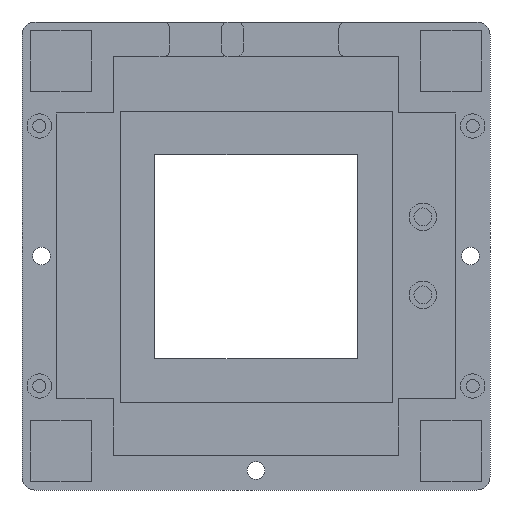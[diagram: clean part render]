
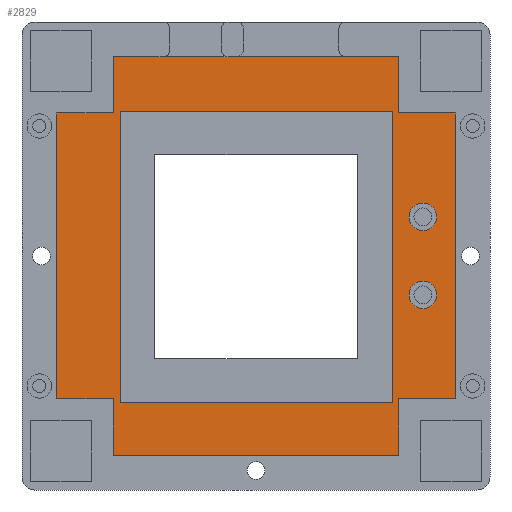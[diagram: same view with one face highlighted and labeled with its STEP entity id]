
A CAD part, front view. The second image highlights one B-rep face of the part: STEP entity #2829.
In plain terms, the highlighted planar face has unit normal (0, -1, 0).
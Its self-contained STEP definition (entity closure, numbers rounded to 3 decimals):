
#34=FACE_BOUND('',#394,.T.);
#35=FACE_BOUND('',#395,.T.);
#36=FACE_BOUND('',#396,.T.);
#69=PLANE('',#3056);
#212=FACE_OUTER_BOUND('',#393,.T.);
#393=EDGE_LOOP('',(#2146,#2147,#2148,#2149,#2150,#2151,#2152,#2153,#2154,
#2155,#2156,#2157,#2158,#2159,#2160,#2161));
#394=EDGE_LOOP('',(#2162));
#395=EDGE_LOOP('',(#2163));
#396=EDGE_LOOP('',(#2164,#2165,#2166,#2167));
#545=LINE('',#4051,#872);
#622=LINE('',#4292,#949);
#626=LINE('',#4303,#953);
#630=LINE('',#4313,#957);
#633=LINE('',#4321,#960);
#634=LINE('',#4324,#961);
#635=LINE('',#4325,#962);
#636=LINE('',#4326,#963);
#637=LINE('',#4328,#964);
#638=LINE('',#4329,#965);
#639=LINE('',#4331,#966);
#640=LINE('',#4332,#967);
#641=LINE('',#4339,#968);
#642=LINE('',#4341,#969);
#643=LINE('',#4343,#970);
#644=LINE('',#4344,#971);
#872=VECTOR('',#3231,10.);
#949=VECTOR('',#3448,10.);
#953=VECTOR('',#3460,10.);
#957=VECTOR('',#3470,10.);
#960=VECTOR('',#3479,10.);
#961=VECTOR('',#3482,10.);
#962=VECTOR('',#3483,10.);
#963=VECTOR('',#3484,10.);
#964=VECTOR('',#3485,10.);
#965=VECTOR('',#3486,10.);
#966=VECTOR('',#3487,10.);
#967=VECTOR('',#3488,10.);
#968=VECTOR('',#3493,10.);
#969=VECTOR('',#3494,10.);
#970=VECTOR('',#3495,10.);
#971=VECTOR('',#3496,10.);
#1237=CIRCLE('',#3044,0.013);
#1238=CIRCLE('',#3048,0.013);
#1239=CIRCLE('',#3051,0.013);
#1240=CIRCLE('',#3054,0.013);
#1241=CIRCLE('',#3057,1.6);
#1242=CIRCLE('',#3058,1.6);
#1278=VERTEX_POINT('',#4048);
#1279=VERTEX_POINT('',#4050);
#1371=VERTEX_POINT('',#4284);
#1372=VERTEX_POINT('',#4286);
#1373=VERTEX_POINT('',#4290);
#1374=VERTEX_POINT('',#4295);
#1375=VERTEX_POINT('',#4297);
#1376=VERTEX_POINT('',#4301);
#1377=VERTEX_POINT('',#4305);
#1378=VERTEX_POINT('',#4307);
#1379=VERTEX_POINT('',#4311);
#1380=VERTEX_POINT('',#4315);
#1381=VERTEX_POINT('',#4317);
#1382=VERTEX_POINT('',#4323);
#1383=VERTEX_POINT('',#4327);
#1384=VERTEX_POINT('',#4330);
#1385=VERTEX_POINT('',#4333);
#1386=VERTEX_POINT('',#4335);
#1387=VERTEX_POINT('',#4337);
#1388=VERTEX_POINT('',#4338);
#1389=VERTEX_POINT('',#4340);
#1390=VERTEX_POINT('',#4342);
#1545=EDGE_CURVE('',#1278,#1279,#545,.T.);
#1661=EDGE_CURVE('',#1371,#1372,#1237,.F.);
#1664=EDGE_CURVE('',#1373,#1371,#622,.T.);
#1666=EDGE_CURVE('',#1374,#1375,#1238,.F.);
#1669=EDGE_CURVE('',#1376,#1374,#626,.T.);
#1671=EDGE_CURVE('',#1377,#1378,#1239,.F.);
#1674=EDGE_CURVE('',#1379,#1377,#630,.T.);
#1676=EDGE_CURVE('',#1380,#1381,#1240,.F.);
#1678=EDGE_CURVE('',#1380,#1279,#633,.F.);
#1679=EDGE_CURVE('',#1382,#1376,#634,.T.);
#1680=EDGE_CURVE('',#1381,#1382,#635,.T.);
#1681=EDGE_CURVE('',#1378,#1278,#636,.T.);
#1682=EDGE_CURVE('',#1383,#1379,#637,.T.);
#1683=EDGE_CURVE('',#1372,#1383,#638,.T.);
#1684=EDGE_CURVE('',#1384,#1373,#639,.T.);
#1685=EDGE_CURVE('',#1375,#1384,#640,.T.);
#1686=EDGE_CURVE('',#1385,#1385,#1241,.T.);
#1687=EDGE_CURVE('',#1386,#1386,#1242,.T.);
#1688=EDGE_CURVE('',#1387,#1388,#641,.T.);
#1689=EDGE_CURVE('',#1389,#1387,#642,.T.);
#1690=EDGE_CURVE('',#1390,#1389,#643,.T.);
#1691=EDGE_CURVE('',#1388,#1390,#644,.T.);
#2146=ORIENTED_EDGE('',*,*,#1669,.F.);
#2147=ORIENTED_EDGE('',*,*,#1679,.F.);
#2148=ORIENTED_EDGE('',*,*,#1680,.F.);
#2149=ORIENTED_EDGE('',*,*,#1676,.F.);
#2150=ORIENTED_EDGE('',*,*,#1678,.T.);
#2151=ORIENTED_EDGE('',*,*,#1545,.F.);
#2152=ORIENTED_EDGE('',*,*,#1681,.F.);
#2153=ORIENTED_EDGE('',*,*,#1671,.F.);
#2154=ORIENTED_EDGE('',*,*,#1674,.F.);
#2155=ORIENTED_EDGE('',*,*,#1682,.F.);
#2156=ORIENTED_EDGE('',*,*,#1683,.F.);
#2157=ORIENTED_EDGE('',*,*,#1661,.F.);
#2158=ORIENTED_EDGE('',*,*,#1664,.F.);
#2159=ORIENTED_EDGE('',*,*,#1684,.F.);
#2160=ORIENTED_EDGE('',*,*,#1685,.F.);
#2161=ORIENTED_EDGE('',*,*,#1666,.F.);
#2162=ORIENTED_EDGE('',*,*,#1686,.T.);
#2163=ORIENTED_EDGE('',*,*,#1687,.T.);
#2164=ORIENTED_EDGE('',*,*,#1688,.F.);
#2165=ORIENTED_EDGE('',*,*,#1689,.F.);
#2166=ORIENTED_EDGE('',*,*,#1690,.F.);
#2167=ORIENTED_EDGE('',*,*,#1691,.F.);
#2829=ADVANCED_FACE('',(#212,#34,#35,#36),#69,.T.);
#3044=AXIS2_PLACEMENT_3D('',#4287,#3442,#3443);
#3048=AXIS2_PLACEMENT_3D('',#4298,#3454,#3455);
#3051=AXIS2_PLACEMENT_3D('',#4308,#3464,#3465);
#3054=AXIS2_PLACEMENT_3D('',#4318,#3474,#3475);
#3056=AXIS2_PLACEMENT_3D('',#4322,#3480,#3481);
#3057=AXIS2_PLACEMENT_3D('',#4334,#3489,#3490);
#3058=AXIS2_PLACEMENT_3D('',#4336,#3491,#3492);
#3231=DIRECTION('',(1.,0.,0.));
#3442=DIRECTION('center_axis',(0.,1.,0.));
#3443=DIRECTION('ref_axis',(0.707,0.,0.707));
#3448=DIRECTION('',(0.,0.,1.));
#3454=DIRECTION('center_axis',(0.,1.,0.));
#3455=DIRECTION('ref_axis',(-0.707,0.,0.707));
#3460=DIRECTION('',(-1.,0.,0.));
#3464=DIRECTION('center_axis',(0.,1.,0.));
#3465=DIRECTION('ref_axis',(0.707,0.,-0.707));
#3470=DIRECTION('',(1.,0.,0.));
#3474=DIRECTION('center_axis',(0.,1.,0.));
#3475=DIRECTION('ref_axis',(-0.707,0.,-0.707));
#3479=DIRECTION('',(0.,0.,-1.));
#3480=DIRECTION('center_axis',(0.,-1.,0.));
#3481=DIRECTION('ref_axis',(1.,0.,0.));
#3482=DIRECTION('',(0.,0.,-1.));
#3483=DIRECTION('',(1.,0.,0.));
#3484=DIRECTION('',(0.,0.,1.));
#3485=DIRECTION('',(0.,0.,1.));
#3486=DIRECTION('',(-1.,0.,0.));
#3487=DIRECTION('',(-1.,0.,0.));
#3488=DIRECTION('',(0.,0.,-1.));
#3489=DIRECTION('center_axis',(0.,1.,0.));
#3490=DIRECTION('ref_axis',(1.,0.,0.));
#3491=DIRECTION('center_axis',(0.,1.,0.));
#3492=DIRECTION('ref_axis',(1.,0.,0.));
#3493=DIRECTION('',(0.,0.,1.));
#3494=DIRECTION('',(1.,0.,0.));
#3495=DIRECTION('',(0.,0.,-1.));
#3496=DIRECTION('',(-1.,0.,0.));
#4048=CARTESIAN_POINT('',(-15.936,-12.,22.487));
#4050=CARTESIAN_POINT('',(17.038,-12.,22.487));
#4051=CARTESIAN_POINT('',(-7.443,-12.,22.487));
#4284=CARTESIAN_POINT('',(-15.936,-12.,-17.));
#4286=CARTESIAN_POINT('',(-15.949,-12.,-16.987));
#4287=CARTESIAN_POINT('Origin',(-15.949,-12.,-17.));
#4290=CARTESIAN_POINT('',(-15.936,-12.,-23.487));
#4292=CARTESIAN_POINT('',(-15.936,-12.,7.5));
#4295=CARTESIAN_POINT('',(17.051,-12.,-16.987));
#4297=CARTESIAN_POINT('',(17.038,-12.,-17.));
#4298=CARTESIAN_POINT('Origin',(17.051,-12.,-17.));
#4301=CARTESIAN_POINT('',(23.538,-12.,-16.987));
#4303=CARTESIAN_POINT('',(11.794,-12.,-16.987));
#4305=CARTESIAN_POINT('',(-15.949,-12.,15.987));
#4307=CARTESIAN_POINT('',(-15.936,-12.,16.));
#4308=CARTESIAN_POINT('Origin',(-15.949,-12.,16.));
#4311=CARTESIAN_POINT('',(-22.436,-12.,15.987));
#4313=CARTESIAN_POINT('',(8.551,-12.,15.987));
#4315=CARTESIAN_POINT('',(17.038,-12.,16.));
#4317=CARTESIAN_POINT('',(17.051,-12.,15.987));
#4318=CARTESIAN_POINT('Origin',(17.051,-12.,16.));
#4321=CARTESIAN_POINT('',(17.038,-12.,10.744));
#4322=CARTESIAN_POINT('Origin',(0.551,-12.,-0.5));
#4323=CARTESIAN_POINT('',(23.538,-12.,15.987));
#4324=CARTESIAN_POINT('',(23.538,-12.,7.494));
#4325=CARTESIAN_POINT('',(8.551,-12.,15.987));
#4326=CARTESIAN_POINT('',(-15.936,-12.,7.5));
#4327=CARTESIAN_POINT('',(-22.436,-12.,-16.987));
#4328=CARTESIAN_POINT('',(-22.436,-12.,-8.494));
#4329=CARTESIAN_POINT('',(11.794,-12.,-16.987));
#4330=CARTESIAN_POINT('',(17.038,-12.,-23.487));
#4331=CARTESIAN_POINT('',(8.544,-12.,-23.487));
#4332=CARTESIAN_POINT('',(17.038,-12.,10.744));
#4333=CARTESIAN_POINT('',(18.201,-12.,4.));
#4334=CARTESIAN_POINT('Origin',(19.801,-12.,4.));
#4335=CARTESIAN_POINT('',(18.201,-12.,-5.));
#4336=CARTESIAN_POINT('Origin',(19.801,-12.,-5.));
#4337=CARTESIAN_POINT('',(16.248,-12.,-17.391));
#4338=CARTESIAN_POINT('',(16.248,-12.,16.187));
#4339=CARTESIAN_POINT('',(16.248,-12.,7.844));
#4340=CARTESIAN_POINT('',(-15.146,-12.,-17.391));
#4341=CARTESIAN_POINT('',(8.399,-12.,-17.391));
#4342=CARTESIAN_POINT('',(-15.146,-12.,16.187));
#4343=CARTESIAN_POINT('',(-15.146,-12.,-8.945));
#4344=CARTESIAN_POINT('',(-7.298,-12.,16.187));
